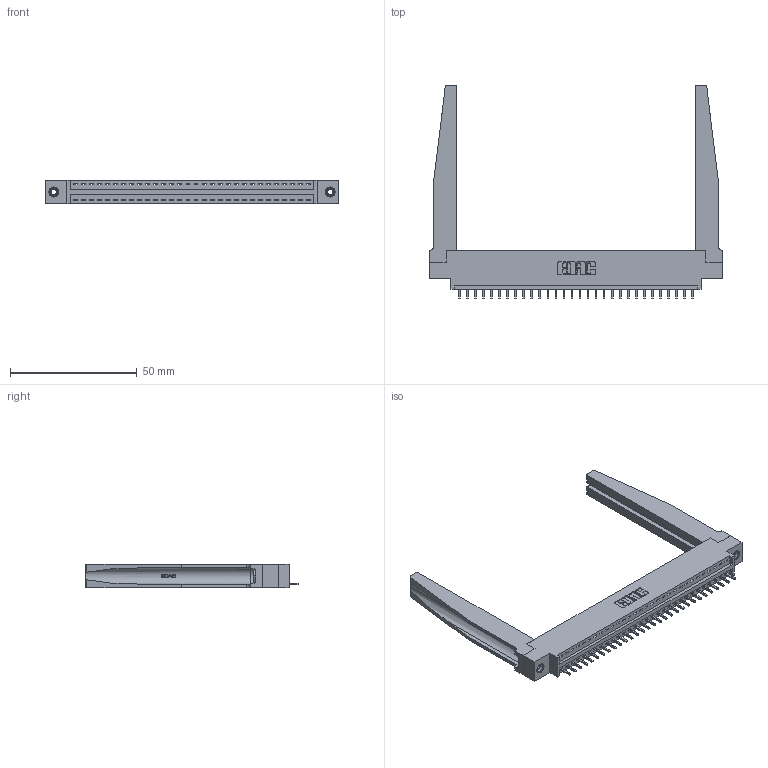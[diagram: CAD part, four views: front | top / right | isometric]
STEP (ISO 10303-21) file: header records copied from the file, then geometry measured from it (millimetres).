
FILE_DESCRIPTION (( 'STEP AP203' ), '1' );
FILE_NAME ('396-030-521-678.STEP', '2019-10-27T10:13:18', ( '' ), ( '' ), 'SwSTEP 2.0', 'SolidWorks 2016', '' );
FILE_SCHEMA (( 'CONFIG_CONTROL_DESIGN' ));
Length unit declared in the file: inch
Products named in the file (5): 345-250-001_345-250-001-102; 345-292-001_345-293-121; 346-220-078_345-220-078; 346 Part_0.170 Offset - 0.156 Dia-TH; 396-030-521-678
Assembly tree (35 placements, depth 2):
  396-030-521-678
    346 Part_0.170 Offset - 0.156 Dia-TH
    345-292-001_345-293-121  x30
    346-220-078_345-220-078  x2
    345-250-001_345-250-001-102  x2
Bounding box: 115.82 x 84.33 x 9.4 mm (x, y, z)
Volume: 17673.1 mm3; surface area: 19685.4 mm2
Topology: 35 solids, 35 shells, 2100 faces, 6229 edges, 4102 vertices
Faces by surface type: plane 1422, cylinder 626, bspline 36, cone 12, torus 4
Entity records: 25132 total; most frequent: CARTESIAN_POINT 5225, ORIENTED_EDGE 4078, DIRECTION 3609, EDGE_CURVE 2039, LINE 1693, VECTOR 1693, VERTEX_POINT 1352, AXIS2_PLACEMENT_3D 958
